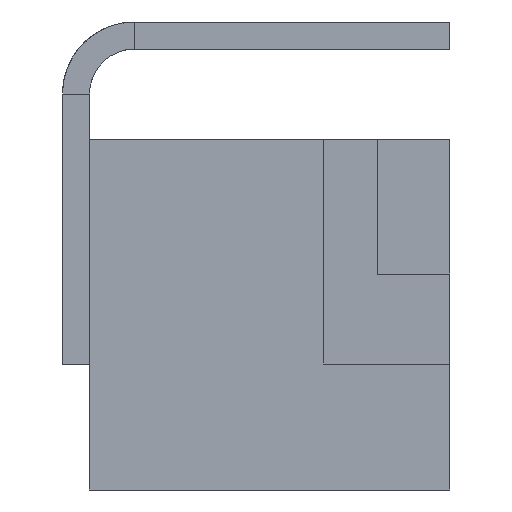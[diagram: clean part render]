
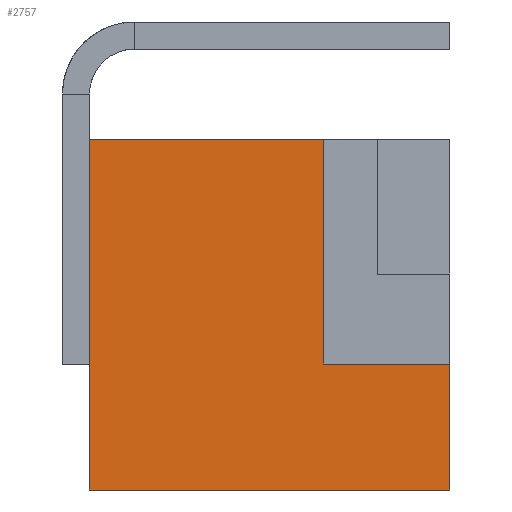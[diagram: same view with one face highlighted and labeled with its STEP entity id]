
A CAD part, front view. The second image highlights one B-rep face of the part: STEP entity #2757.
In plain terms, the highlighted planar face has unit normal (0, -1, 0).
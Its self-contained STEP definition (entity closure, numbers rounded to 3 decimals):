
#2757=ADVANCED_FACE('',(#7495),#7497,.F.);
#7495=FACE_BOUND('',#7496,.T.);
#7496=EDGE_LOOP('',(#9400,#9401,#9402,#9403,#9404,#9405));
#7497=PLANE('',#7498);
#7498=AXIS2_PLACEMENT_3D('',#7499,#7500,#7501);
#7499=CARTESIAN_POINT('',(-2.,-5.,3.9));
#7500=DIRECTION('',(0.,1.,0.));
#7501=DIRECTION('',(0.,-0.,1.));
#9400=ORIENTED_EDGE('',*,*,#10457,.F.);
#9401=ORIENTED_EDGE('',*,*,#10458,.F.);
#9402=ORIENTED_EDGE('',*,*,#10459,.T.);
#9403=ORIENTED_EDGE('',*,*,#10460,.T.);
#9404=ORIENTED_EDGE('',*,*,#10461,.F.);
#9405=ORIENTED_EDGE('',*,*,#10462,.F.);
#10457=EDGE_CURVE('',#11910,#11911,#11912,.T.);
#10458=EDGE_CURVE('',#11913,#11910,#11914,.T.);
#10459=EDGE_CURVE('',#11913,#11915,#11916,.T.);
#10460=EDGE_CURVE('',#11915,#11917,#11918,.T.);
#10461=EDGE_CURVE('',#11919,#11917,#11920,.T.);
#10462=EDGE_CURVE('',#11911,#11919,#11921,.T.);
#11910=VERTEX_POINT('',#21221);
#11911=VERTEX_POINT('',#21222);
#11912=LINE('',#21223,#21224);
#11913=VERTEX_POINT('',#21226);
#11914=LINE('',#21227,#21228);
#11915=VERTEX_POINT('',#21230);
#11916=LINE('',#21231,#21232);
#11917=VERTEX_POINT('',#21234);
#11918=LINE('',#21235,#21236);
#11919=VERTEX_POINT('',#21238);
#11920=LINE('',#21239,#21240);
#11921=LINE('',#21242,#21243);
#21221=CARTESIAN_POINT('',(0.6,-5.,3.9));
#21222=CARTESIAN_POINT('',(0.6,-5.,1.4));
#21223=CARTESIAN_POINT('',(0.6,-5.,3.9));
#21224=VECTOR('',#21225,1.);
#21225=DIRECTION('',(0.,0.,-1.));
#21226=CARTESIAN_POINT('',(-2.,-5.,3.9));
#21227=CARTESIAN_POINT('',(-2.,-5.,3.9));
#21228=VECTOR('',#21229,1.);
#21229=DIRECTION('',(1.,0.,0.));
#21230=CARTESIAN_POINT('',(-2.,-5.,0.));
#21231=CARTESIAN_POINT('',(-2.,-5.,3.9));
#21232=VECTOR('',#21233,1.);
#21233=DIRECTION('',(0.,0.,-1.));
#21234=CARTESIAN_POINT('',(2.,-5.,0.));
#21235=CARTESIAN_POINT('',(-2.,-5.,0.));
#21236=VECTOR('',#21237,1.);
#21237=DIRECTION('',(1.,0.,0.));
#21238=CARTESIAN_POINT('',(2.,-5.,1.4));
#21239=CARTESIAN_POINT('',(2.,-5.,1.4));
#21240=VECTOR('',#21241,1.);
#21241=DIRECTION('',(0.,0.,-1.));
#21242=CARTESIAN_POINT('',(0.6,-5.,1.4));
#21243=VECTOR('',#21244,1.);
#21244=DIRECTION('',(1.,0.,0.));
